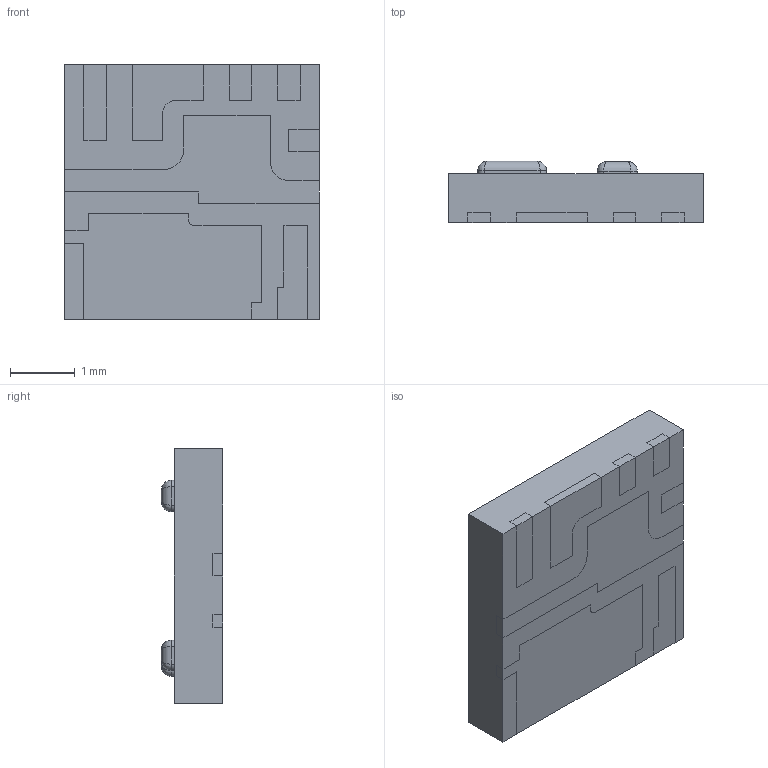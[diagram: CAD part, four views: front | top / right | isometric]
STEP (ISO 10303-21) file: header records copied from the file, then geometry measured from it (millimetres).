
FILE_DESCRIPTION (( 'STEP AP214' ), '1' );
FILE_NAME ('VCNL4010.STEP', '2020-02-03T07:31:25', ( '' ), ( '' ), 'SwSTEP 2.0', 'SolidWorks 2019', '' );
FILE_SCHEMA (( 'AUTOMOTIVE_DESIGN' ));
Length unit declared in the file: millimetre
Products named in the file (2): VCNL4010
Bounding box: 3.95 x 0.95 x 3.95 mm (x, y, z)
Volume: 11.9 mm3; surface area: 72 mm2
Topology: 9 solids, 9 shells, 181 faces, 456 edges, 284 vertices
Faces by surface type: plane 137, cylinder 32, bspline 12
Entity records: 6890 total; most frequent: CARTESIAN_POINT 1259, ORIENTED_EDGE 888, DIRECTION 802, EDGE_CURVE 444, VECTOR 380, LINE 380, VERTEX_POINT 284, AXIS2_PLACEMENT_3D 211
